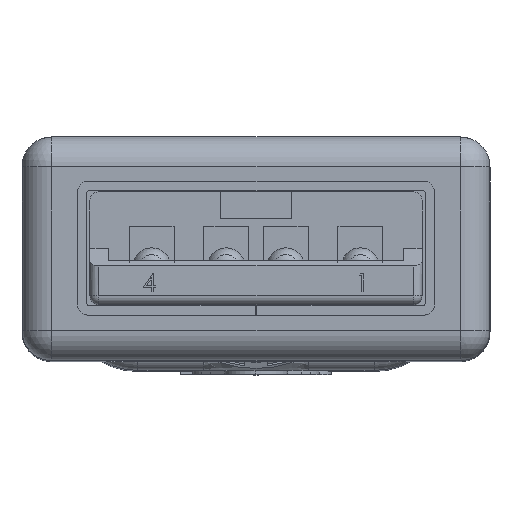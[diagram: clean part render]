
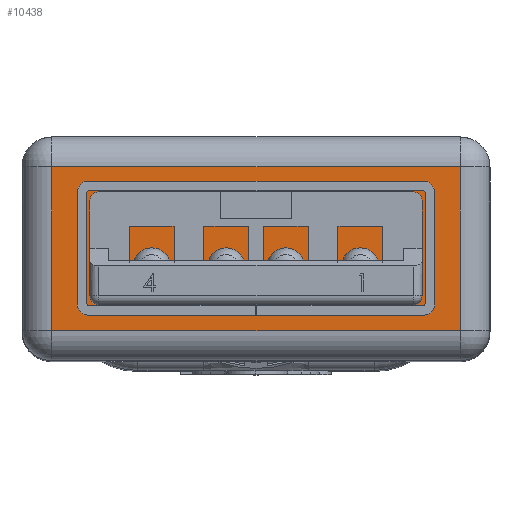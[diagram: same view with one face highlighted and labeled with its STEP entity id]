
A CAD part, top view. The second image highlights one B-rep face of the part: STEP entity #10438.
In plain terms, the highlighted face is planar.
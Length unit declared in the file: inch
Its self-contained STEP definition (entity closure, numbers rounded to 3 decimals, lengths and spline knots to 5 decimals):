
#1600 = CARTESIAN_POINT ( 'NONE',  ( -0.26969, 0.14764, 0. ) ) ;
#2248 = CARTESIAN_POINT ( 'NONE',  ( 0.30906, 0.10827, 0. ) ) ;
#4486 = CARTESIAN_POINT ( 'NONE',  ( -0.30906, 0.14764, 0. ) ) ;
#4632 = VERTEX_POINT ( 'NONE', #38398 ) ;
#4883 = EDGE_CURVE ( 'NONE', #46983, #10342, #31115, .T. ) ;
#7736 = FACE_OUTER_BOUND ( 'NONE', #25265, .T. ) ;
#9531 = ORIENTED_EDGE ( 'NONE', *, *, #58065, .T. ) ;
#10342 = VERTEX_POINT ( 'NONE', #13416 ) ;
#10421 = VECTOR ( 'NONE', #31829, 39.37008 ) ;
#10438 = ADVANCED_FACE ( 'NONE', ( #7736 ), #18959, .F. ) ;
#13416 = CARTESIAN_POINT ( 'NONE',  ( 0.26969, -0.10827, 0. ) ) ;
#14475 = DIRECTION ( 'NONE',  ( 1., 0., 0. ) ) ;
#16687 = DIRECTION ( 'NONE',  ( 1., 0., 0. ) ) ;
#17377 = CARTESIAN_POINT ( 'NONE',  ( 0.26969, 0.10827, 0. ) ) ;
#18959 = PLANE ( 'NONE',  #19640 ) ;
#19640 = AXIS2_PLACEMENT_3D ( 'NONE', #4486, #43801, #14475 ) ;
#23431 = LINE ( 'NONE', #60979, #10421 ) ;
#23738 = LINE ( 'NONE', #2248, #33703 ) ;
#23927 = VECTOR ( 'NONE', #35783, 39.37008 ) ;
#25265 = EDGE_LOOP ( 'NONE', ( #9531, #57811, #46203, #38828 ) ) ;
#31115 = LINE ( 'NONE', #59809, #54131 ) ;
#31829 = DIRECTION ( 'NONE',  ( -1., 0., 0. ) ) ;
#33345 = CARTESIAN_POINT ( 'NONE',  ( -0.26969, 0.10827, 0. ) ) ;
#33703 = VECTOR ( 'NONE', #16687, 39.37008 ) ;
#35783 = DIRECTION ( 'NONE',  ( 0., 1., 0. ) ) ;
#36946 = LINE ( 'NONE', #1600, #23927 ) ;
#38368 = VERTEX_POINT ( 'NONE', #33345 ) ;
#38398 = CARTESIAN_POINT ( 'NONE',  ( -0.26969, -0.10827, 0. ) ) ;
#38828 = ORIENTED_EDGE ( 'NONE', *, *, #59248, .T. ) ;
#43801 = DIRECTION ( 'NONE',  ( 0., 0., 1. ) ) ;
#46203 = ORIENTED_EDGE ( 'NONE', *, *, #55412, .T. ) ;
#46983 = VERTEX_POINT ( 'NONE', #17377 ) ;
#54131 = VECTOR ( 'NONE', #60023, 39.37008 ) ;
#55412 = EDGE_CURVE ( 'NONE', #10342, #4632, #23431, .T. ) ;
#57811 = ORIENTED_EDGE ( 'NONE', *, *, #4883, .T. ) ;
#58065 = EDGE_CURVE ( 'NONE', #38368, #46983, #23738, .T. ) ;
#59248 = EDGE_CURVE ( 'NONE', #4632, #38368, #36946, .T. ) ;
#59809 = CARTESIAN_POINT ( 'NONE',  ( 0.26969, 0.14764, 0. ) ) ;
#60023 = DIRECTION ( 'NONE',  ( 0., -1., 0. ) ) ;
#60979 = CARTESIAN_POINT ( 'NONE',  ( -0.30906, -0.10827, 0. ) ) ;
